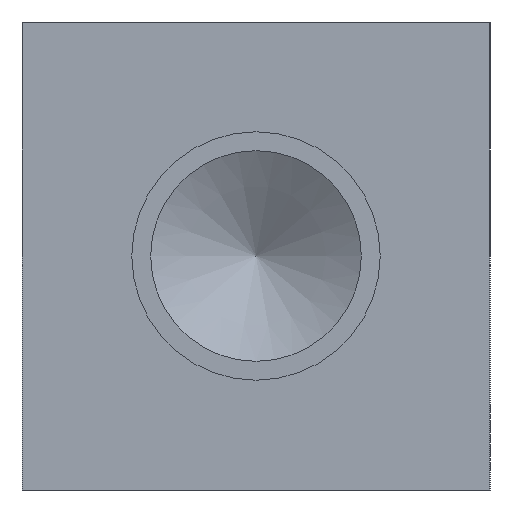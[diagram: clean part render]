
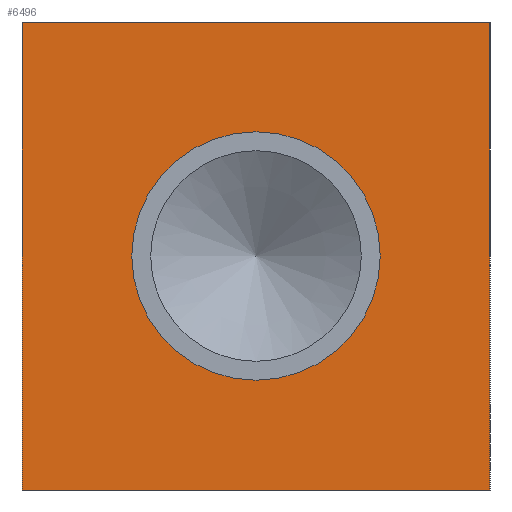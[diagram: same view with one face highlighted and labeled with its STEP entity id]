
A CAD part, left-side view. The second image highlights one B-rep face of the part: STEP entity #6496.
In plain terms, the highlighted planar face has unit normal (-1, 0, 0).
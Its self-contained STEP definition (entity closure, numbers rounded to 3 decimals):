
#76=CIRCLE('',#6791,16.853);
#77=CIRCLE('',#6792,16.853);
#113=FACE_BOUND('',#1021,.T.);
#331=PLANE('',#6794);
#658=FACE_OUTER_BOUND('',#1020,.T.);
#1020=EDGE_LOOP('',(#5767,#5768,#5769,#5770));
#1021=EDGE_LOOP('',(#5771,#5772));
#1292=LINE('',#9918,#1960);
#1690=LINE('',#10968,#2358);
#1691=LINE('',#10969,#2359);
#1692=LINE('',#10970,#2360);
#1960=VECTOR('',#7206,10.);
#2358=VECTOR('',#8020,10.);
#2359=VECTOR('',#8021,10.);
#2360=VECTOR('',#8022,10.);
#2818=VERTEX_POINT('',#9911);
#2821=VERTEX_POINT('',#9916);
#3134=VERTEX_POINT('',#10958);
#3135=VERTEX_POINT('',#10959);
#3136=VERTEX_POINT('',#10966);
#3137=VERTEX_POINT('',#10967);
#3560=EDGE_CURVE('',#2821,#2818,#1292,.T.);
#4014=EDGE_CURVE('',#3134,#3135,#76,.T.);
#4015=EDGE_CURVE('',#3135,#3134,#77,.T.);
#4018=EDGE_CURVE('',#3136,#3137,#1690,.T.);
#4019=EDGE_CURVE('',#3137,#2818,#1691,.T.);
#4020=EDGE_CURVE('',#3136,#2821,#1692,.T.);
#5767=ORIENTED_EDGE('',*,*,#4018,.T.);
#5768=ORIENTED_EDGE('',*,*,#4019,.T.);
#5769=ORIENTED_EDGE('',*,*,#3560,.F.);
#5770=ORIENTED_EDGE('',*,*,#4020,.F.);
#5771=ORIENTED_EDGE('',*,*,#4014,.T.);
#5772=ORIENTED_EDGE('',*,*,#4015,.T.);
#6496=ADVANCED_FACE('',(#658,#113),#331,.T.);
#6791=AXIS2_PLACEMENT_3D('',#10960,#8010,#8011);
#6792=AXIS2_PLACEMENT_3D('',#10961,#8012,#8013);
#6794=AXIS2_PLACEMENT_3D('',#10965,#8018,#8019);
#7206=DIRECTION('',(0.,-1.,0.));
#8010=DIRECTION('center_axis',(1.,0.,0.));
#8011=DIRECTION('ref_axis',(0.,1.,0.));
#8012=DIRECTION('center_axis',(1.,0.,0.));
#8013=DIRECTION('ref_axis',(0.,1.,0.));
#8018=DIRECTION('center_axis',(-1.,0.,0.));
#8019=DIRECTION('ref_axis',(0.,-1.,0.));
#8020=DIRECTION('',(0.,-1.,0.));
#8021=DIRECTION('',(0.,0.,1.));
#8022=DIRECTION('',(0.,0.,1.));
#9911=CARTESIAN_POINT('',(0.,0.,63.5));
#9916=CARTESIAN_POINT('',(0.,63.5,63.5));
#9918=CARTESIAN_POINT('',(0.,63.5,63.5));
#10958=CARTESIAN_POINT('',(0.,48.603,31.75));
#10959=CARTESIAN_POINT('',(0.,14.897,31.75));
#10960=CARTESIAN_POINT('Origin',(0.,31.75,31.75));
#10961=CARTESIAN_POINT('Origin',(0.,31.75,31.75));
#10965=CARTESIAN_POINT('Origin',(0.,63.5,0.));
#10966=CARTESIAN_POINT('',(0.,63.5,0.));
#10967=CARTESIAN_POINT('',(0.,0.,0.));
#10968=CARTESIAN_POINT('',(0.,63.5,0.));
#10969=CARTESIAN_POINT('',(0.,0.,0.));
#10970=CARTESIAN_POINT('',(0.,63.5,0.));
